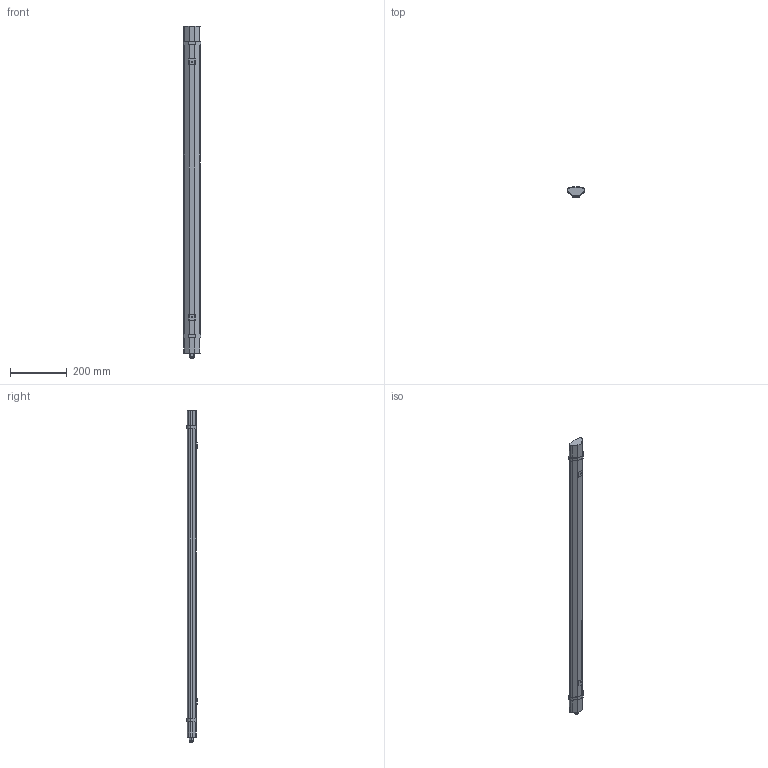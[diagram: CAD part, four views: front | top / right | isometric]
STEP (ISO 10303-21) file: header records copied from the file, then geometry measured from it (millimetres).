
FILE_DESCRIPTION (( 'STEP AP203' ), '1' );
FILE_NAME ('ÄÑÏ-1003 36Âò 4000Ê IP65 1200ìì EKF PROxima (TPL-1003-36-4000).STEP', '2021-12-24T14:17:49', ( '' ), ( '' ), 'SwSTEP 2.0', 'SolidWorks 2021', '' );
FILE_SCHEMA (( 'CONFIG_CONTROL_DESIGN' ));
Length unit declared in the file: millimetre
Products named in the file (1): ÄÑÏ-1003 36Âò 4000Ê IP65 1200ìì EKF PROxima (TPL-1003-36-4000)
Bounding box: 63 x 36 x 1170 mm (x, y, z)
Volume: 310360.4 mm3; surface area: 329145.3 mm2
Topology: 1 solids, 2 shells, 126 faces, 356 edges, 232 vertices
Faces by surface type: plane 72, cylinder 52, torus 2
Entity records: 4193 total; most frequent: DIRECTION 724, CARTESIAN_POINT 715, ORIENTED_EDGE 712, EDGE_CURVE 356, VECTOR 242, LINE 242, AXIS2_PLACEMENT_3D 241, VERTEX_POINT 232
